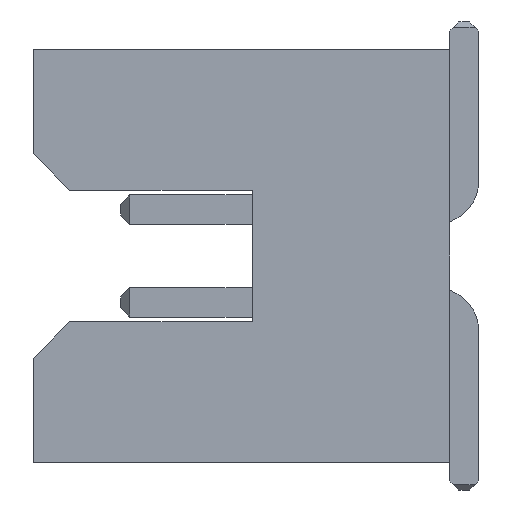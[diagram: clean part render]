
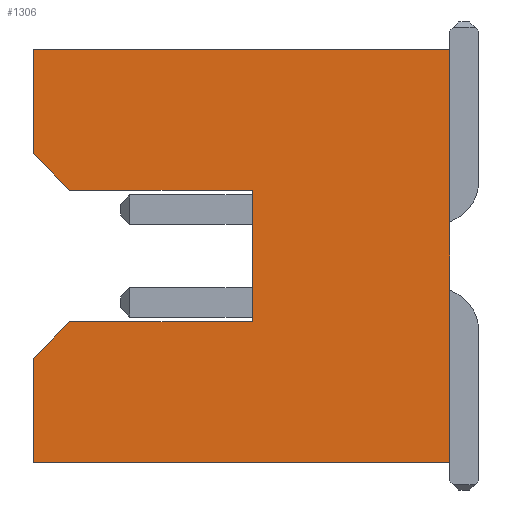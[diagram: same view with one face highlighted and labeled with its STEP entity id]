
A CAD part, left-side view. The second image highlights one B-rep face of the part: STEP entity #1306.
In plain terms, the highlighted planar face has unit normal (-1, 0, 0).
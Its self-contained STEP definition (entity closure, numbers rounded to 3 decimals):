
#1306=ADVANCED_FACE('',(#3591),#3592,.T.);
#1352=EDGE_CURVE('',#3661,#3658,#3662,.T.);
#1652=EDGE_CURVE('',#3661,#4064,#4065,.T.);
#1658=EDGE_CURVE('',#4072,#4073,#4074,.T.);
#1700=EDGE_CURVE('',#4072,#4126,#4129,.T.);
#1702=EDGE_CURVE('',#3658,#4131,#4132,.T.);
#1704=EDGE_CURVE('',#4073,#4131,#4134,.T.);
#1706=EDGE_CURVE('',#4126,#4136,#4137,.T.);
#1708=EDGE_CURVE('',#4136,#4139,#4140,.T.);
#1710=EDGE_CURVE('',#4142,#4139,#4143,.T.);
#1712=EDGE_CURVE('',#4142,#4064,#4145,.T.);
#3591=FACE_OUTER_BOUND('',#6628,.T.);
#3592=PLANE('',#6629);
#3658=VERTEX_POINT('',#6698);
#3661=VERTEX_POINT('',#6703);
#3662=LINE('',#6704,#6705);
#4064=VERTEX_POINT('',#7406);
#4065=LINE('',#7407,#7408);
#4072=VERTEX_POINT('',#7420);
#4073=VERTEX_POINT('',#7421);
#4074=LINE('',#7422,#7423);
#4126=VERTEX_POINT('',#7514);
#4129=LINE('',#7519,#7520);
#4131=VERTEX_POINT('',#7523);
#4132=LINE('',#7524,#7525);
#4134=LINE('',#7528,#7529);
#4136=VERTEX_POINT('',#7532);
#4137=LINE('',#7533,#7534);
#4139=VERTEX_POINT('',#7537);
#4140=LINE('',#7538,#7539);
#4142=VERTEX_POINT('',#7542);
#4143=LINE('',#7543,#7544);
#4145=LINE('',#7547,#7548);
#6628=EDGE_LOOP('',(#11465,#11466,#11467,#11468,#11469,#11470,#11471,#11472,#11473,#11474));
#6629=AXIS2_PLACEMENT_3D('',#11475,#11476,#11477);
#6698=CARTESIAN_POINT('',(0.0,-5.7,0.0));
#6703=CARTESIAN_POINT('',(0.0,0.0,0.0));
#6704=CARTESIAN_POINT('',(0.0,0.0,0.0));
#6705=VECTOR('',#11659,5.7);
#7406=CARTESIAN_POINT('',(0.0,0.0,1.425));
#7407=CARTESIAN_POINT('',(0.0,0.0,0.0));
#7408=VECTOR('',#11809,1.425);
#7420=CARTESIAN_POINT('',(0.0,0.0,4.225));
#7421=CARTESIAN_POINT('',(0.0,0.0,5.65));
#7422=CARTESIAN_POINT('',(0.0,0.0,4.225));
#7423=VECTOR('',#11812,1.425);
#7514=CARTESIAN_POINT('',(0.0,-0.5,3.725));
#7519=CARTESIAN_POINT('',(0.0,0.0,4.225));
#7520=VECTOR('',#11833,0.707);
#7523=CARTESIAN_POINT('',(0.0,-5.7,5.65));
#7524=CARTESIAN_POINT('',(0.0,-5.7,0.0));
#7525=VECTOR('',#11834,5.65);
#7528=CARTESIAN_POINT('',(0.0,0.0,5.65));
#7529=VECTOR('',#11835,5.7);
#7532=CARTESIAN_POINT('',(0.0,-3.0,3.725));
#7533=CARTESIAN_POINT('',(0.0,-0.5,3.725));
#7534=VECTOR('',#11836,2.5);
#7537=CARTESIAN_POINT('',(0.0,-3.0,1.925));
#7538=CARTESIAN_POINT('',(0.0,-3.0,3.725));
#7539=VECTOR('',#11837,1.8);
#7542=CARTESIAN_POINT('',(0.0,-0.5,1.925));
#7543=CARTESIAN_POINT('',(0.0,-0.5,1.925));
#7544=VECTOR('',#11838,2.5);
#7547=CARTESIAN_POINT('',(0.0,-0.5,1.925));
#7548=VECTOR('',#11839,0.707);
#11465=ORIENTED_EDGE('',*,*,#1652,.F.);
#11466=ORIENTED_EDGE('',*,*,#1352,.T.);
#11467=ORIENTED_EDGE('',*,*,#1702,.T.);
#11468=ORIENTED_EDGE('',*,*,#1704,.F.);
#11469=ORIENTED_EDGE('',*,*,#1658,.F.);
#11470=ORIENTED_EDGE('',*,*,#1700,.T.);
#11471=ORIENTED_EDGE('',*,*,#1706,.T.);
#11472=ORIENTED_EDGE('',*,*,#1708,.T.);
#11473=ORIENTED_EDGE('',*,*,#1710,.F.);
#11474=ORIENTED_EDGE('',*,*,#1712,.T.);
#11475=CARTESIAN_POINT('',(0.0,0.0,0.0));
#11476=DIRECTION('',(-1.0,0.0,0.0));
#11477=DIRECTION('',(0.0,0.0,1.0));
#11659=DIRECTION('',(0.0,-1.0,0.0));
#11809=DIRECTION('',(0.0,0.0,1.0));
#11812=DIRECTION('',(0.0,0.0,1.0));
#11833=DIRECTION('',(0.0,-0.707,-0.707));
#11834=DIRECTION('',(0.0,0.0,1.0));
#11835=DIRECTION('',(0.0,-1.0,0.0));
#11836=DIRECTION('',(0.0,-1.0,0.0));
#11837=DIRECTION('',(0.0,0.0,-1.0));
#11838=DIRECTION('',(0.0,-1.0,0.0));
#11839=DIRECTION('',(0.0,0.707,-0.707));
